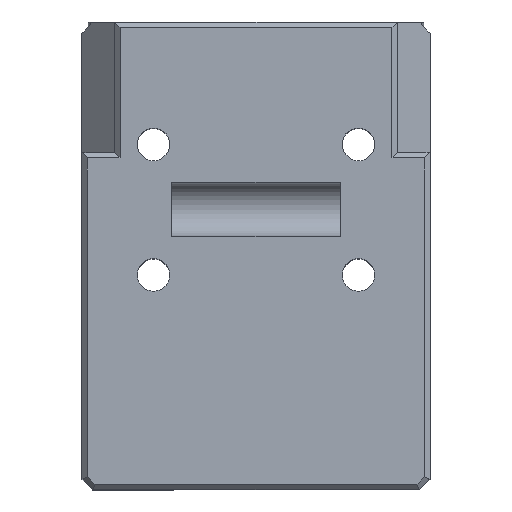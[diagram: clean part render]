
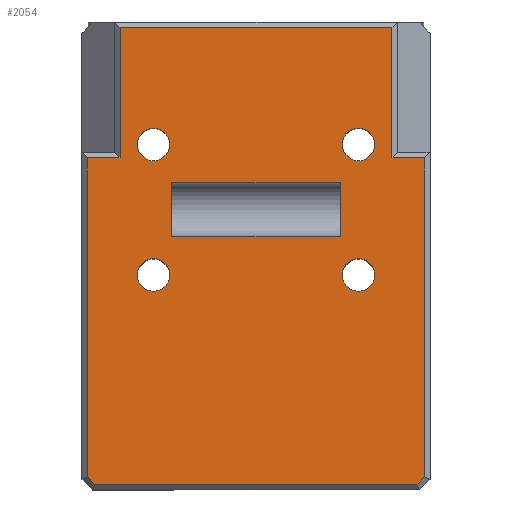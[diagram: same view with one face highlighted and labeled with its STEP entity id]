
A CAD part, top view. The second image highlights one B-rep face of the part: STEP entity #2054.
In plain terms, the highlighted face is planar.
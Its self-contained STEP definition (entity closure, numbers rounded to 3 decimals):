
#38=FACE_BOUND('',#375,.T.);
#39=FACE_BOUND('',#376,.T.);
#40=FACE_BOUND('',#377,.T.);
#41=FACE_BOUND('',#378,.T.);
#42=FACE_BOUND('',#379,.T.);
#157=PLANE('',#2267);
#241=FACE_OUTER_BOUND('',#374,.T.);
#374=EDGE_LOOP('',(#1647,#1648,#1649,#1650,#1651,#1652,#1653,#1654,#1655,
#1656));
#375=EDGE_LOOP('',(#1657));
#376=EDGE_LOOP('',(#1658));
#377=EDGE_LOOP('',(#1659));
#378=EDGE_LOOP('',(#1660));
#379=EDGE_LOOP('',(#1661,#1662,#1663,#1664));
#539=CIRCLE('',#2268,1.5);
#540=CIRCLE('',#2269,1.5);
#541=CIRCLE('',#2270,1.5);
#542=CIRCLE('',#2271,1.5);
#599=LINE('',#4413,#739);
#600=LINE('',#4416,#740);
#602=LINE('',#4420,#742);
#607=LINE('',#4433,#747);
#608=LINE('',#4436,#748);
#624=LINE('',#4478,#764);
#627=LINE('',#4482,#767);
#628=LINE('',#4484,#768);
#630=LINE('',#4489,#770);
#633=LINE('',#4504,#773);
#634=LINE('',#4506,#774);
#635=LINE('',#4508,#775);
#636=LINE('',#4510,#776);
#637=LINE('',#4511,#777);
#739=VECTOR('',#2605,10.);
#740=VECTOR('',#2608,10.);
#742=VECTOR('',#2612,10.);
#747=VECTOR('',#2623,10.);
#748=VECTOR('',#2626,10.);
#764=VECTOR('',#2666,10.);
#767=VECTOR('',#2671,10.);
#768=VECTOR('',#2674,10.);
#770=VECTOR('',#2682,10.);
#773=VECTOR('',#2697,10.);
#774=VECTOR('',#2698,10.);
#775=VECTOR('',#2699,10.);
#776=VECTOR('',#2700,10.);
#777=VECTOR('',#2701,10.);
#940=VERTEX_POINT('',#4409);
#941=VERTEX_POINT('',#4411);
#942=VERTEX_POINT('',#4415);
#943=VERTEX_POINT('',#4419);
#946=VERTEX_POINT('',#4429);
#947=VERTEX_POINT('',#4430);
#948=VERTEX_POINT('',#4432);
#949=VERTEX_POINT('',#4434);
#961=VERTEX_POINT('',#4474);
#963=VERTEX_POINT('',#4477);
#969=VERTEX_POINT('',#4503);
#970=VERTEX_POINT('',#4505);
#971=VERTEX_POINT('',#4507);
#972=VERTEX_POINT('',#4509);
#973=VERTEX_POINT('',#4512);
#974=VERTEX_POINT('',#4514);
#975=VERTEX_POINT('',#4516);
#976=VERTEX_POINT('',#4518);
#1175=EDGE_CURVE('',#940,#941,#599,.T.);
#1176=EDGE_CURVE('',#941,#942,#600,.T.);
#1178=EDGE_CURVE('',#942,#943,#602,.T.);
#1184=EDGE_CURVE('',#948,#947,#607,.T.);
#1186=EDGE_CURVE('',#949,#946,#608,.T.);
#1206=EDGE_CURVE('',#961,#963,#624,.T.);
#1209=EDGE_CURVE('',#963,#943,#627,.T.);
#1210=EDGE_CURVE('',#949,#948,#628,.T.);
#1213=EDGE_CURVE('',#946,#947,#630,.T.);
#1219=EDGE_CURVE('',#940,#969,#633,.T.);
#1220=EDGE_CURVE('',#970,#961,#634,.T.);
#1221=EDGE_CURVE('',#971,#970,#635,.T.);
#1222=EDGE_CURVE('',#972,#971,#636,.T.);
#1223=EDGE_CURVE('',#969,#972,#637,.T.);
#1224=EDGE_CURVE('',#973,#973,#539,.T.);
#1225=EDGE_CURVE('',#974,#974,#540,.T.);
#1226=EDGE_CURVE('',#975,#975,#541,.T.);
#1227=EDGE_CURVE('',#976,#976,#542,.T.);
#1647=ORIENTED_EDGE('',*,*,#1219,.F.);
#1648=ORIENTED_EDGE('',*,*,#1175,.T.);
#1649=ORIENTED_EDGE('',*,*,#1176,.T.);
#1650=ORIENTED_EDGE('',*,*,#1178,.T.);
#1651=ORIENTED_EDGE('',*,*,#1209,.F.);
#1652=ORIENTED_EDGE('',*,*,#1206,.F.);
#1653=ORIENTED_EDGE('',*,*,#1220,.F.);
#1654=ORIENTED_EDGE('',*,*,#1221,.F.);
#1655=ORIENTED_EDGE('',*,*,#1222,.F.);
#1656=ORIENTED_EDGE('',*,*,#1223,.F.);
#1657=ORIENTED_EDGE('',*,*,#1224,.T.);
#1658=ORIENTED_EDGE('',*,*,#1225,.T.);
#1659=ORIENTED_EDGE('',*,*,#1226,.T.);
#1660=ORIENTED_EDGE('',*,*,#1227,.T.);
#1661=ORIENTED_EDGE('',*,*,#1184,.T.);
#1662=ORIENTED_EDGE('',*,*,#1213,.F.);
#1663=ORIENTED_EDGE('',*,*,#1186,.F.);
#1664=ORIENTED_EDGE('',*,*,#1210,.T.);
#2054=ADVANCED_FACE('',(#241,#38,#39,#40,#41,#42),#157,.F.);
#2267=AXIS2_PLACEMENT_3D('',#4502,#2695,#2696);
#2268=AXIS2_PLACEMENT_3D('',#4513,#2702,#2703);
#2269=AXIS2_PLACEMENT_3D('',#4515,#2704,#2705);
#2270=AXIS2_PLACEMENT_3D('',#4517,#2706,#2707);
#2271=AXIS2_PLACEMENT_3D('',#4519,#2708,#2709);
#2605=DIRECTION('',(-1.,0.,0.));
#2608=DIRECTION('',(-0.707,0.,0.707));
#2612=DIRECTION('',(0.,0.,1.));
#2623=DIRECTION('',(0.,0.,-1.));
#2626=DIRECTION('',(0.,0.,-1.));
#2666=DIRECTION('',(-1.,0.,0.));
#2671=DIRECTION('',(-0.707,0.,-0.707));
#2674=DIRECTION('',(-1.,0.,0.));
#2682=DIRECTION('',(-1.,0.,0.));
#2695=DIRECTION('center_axis',(0.,-1.,0.));
#2696=DIRECTION('ref_axis',(0.,0.,-1.));
#2697=DIRECTION('',(0.,0.,1.));
#2698=DIRECTION('',(0.,0.,1.));
#2699=DIRECTION('',(-1.,0.,0.));
#2700=DIRECTION('',(0.,0.,1.));
#2701=DIRECTION('',(1.,0.,0.));
#2702=DIRECTION('center_axis',(0.,-1.,0.));
#2703=DIRECTION('ref_axis',(0.,0.,-1.));
#2704=DIRECTION('center_axis',(0.,-1.,0.));
#2705=DIRECTION('ref_axis',(0.,0.,-1.));
#2706=DIRECTION('center_axis',(0.,-1.,0.));
#2707=DIRECTION('ref_axis',(0.,0.,-1.));
#2708=DIRECTION('center_axis',(0.,-1.,0.));
#2709=DIRECTION('ref_axis',(0.,0.,-1.));
#4409=CARTESIAN_POINT('',(7.5,0.,34.5));
#4411=CARTESIAN_POINT('',(-21.793,0.,34.5));
#4413=CARTESIAN_POINT('',(9.25,0.,34.5));
#4415=CARTESIAN_POINT('',(-22.5,0.,35.207));
#4416=CARTESIAN_POINT('',(-20.396,0.,33.104));
#4419=CARTESIAN_POINT('',(-22.5,0.,64.793));
#4420=CARTESIAN_POINT('',(-22.5,0.,42.));
#4429=CARTESIAN_POINT('',(5.25,0.,42.25));
#4430=CARTESIAN_POINT('',(0.25,0.,42.25));
#4432=CARTESIAN_POINT('',(0.25,0.,57.75));
#4433=CARTESIAN_POINT('',(0.25,0.,53.875));
#4434=CARTESIAN_POINT('',(5.25,0.,57.75));
#4436=CARTESIAN_POINT('',(5.25,0.,53.875));
#4474=CARTESIAN_POINT('',(7.5,0.,65.5));
#4477=CARTESIAN_POINT('',(-21.793,0.,65.5));
#4478=CARTESIAN_POINT('',(9.25,0.,65.5));
#4482=CARTESIAN_POINT('',(-20.396,0.,66.896));
#4484=CARTESIAN_POINT('',(2.625,0.,57.75));
#4489=CARTESIAN_POINT('',(2.625,0.,42.25));
#4502=CARTESIAN_POINT('Origin',(0.,0.,
50.));
#4503=CARTESIAN_POINT('',(7.5,0.,37.5));
#4504=CARTESIAN_POINT('',(7.5,0.,46.));
#4505=CARTESIAN_POINT('',(7.5,0.,62.5));
#4506=CARTESIAN_POINT('',(7.5,0.,58.));
#4507=CARTESIAN_POINT('',(19.5,0.,62.5));
#4508=CARTESIAN_POINT('',(-0.5,0.,62.5));
#4509=CARTESIAN_POINT('',(19.5,0.,37.5));
#4510=CARTESIAN_POINT('',(19.5,0.,58.));
#4511=CARTESIAN_POINT('',(-0.25,0.,37.5));
#4512=CARTESIAN_POINT('',(8.75,0.,60.922));
#4513=CARTESIAN_POINT('Origin',(8.75,0.,
59.422));
#4514=CARTESIAN_POINT('',(-3.25,0.,42.078));
#4515=CARTESIAN_POINT('Origin',(-3.25,0.,
40.578));
#4516=CARTESIAN_POINT('',(-3.25,0.,60.922));
#4517=CARTESIAN_POINT('Origin',(-3.25,0.,
59.422));
#4518=CARTESIAN_POINT('',(8.75,0.,42.078));
#4519=CARTESIAN_POINT('Origin',(8.75,0.,
40.578));
